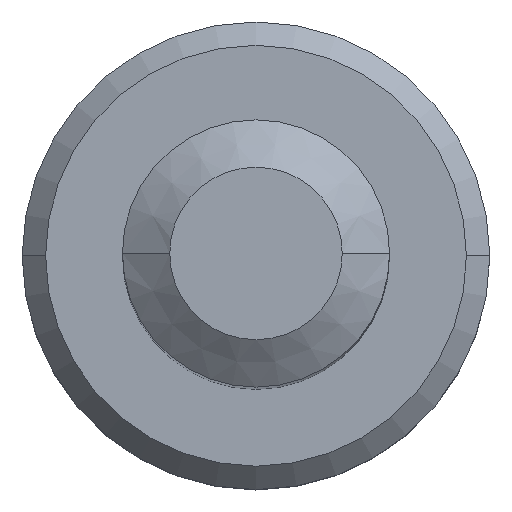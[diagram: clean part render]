
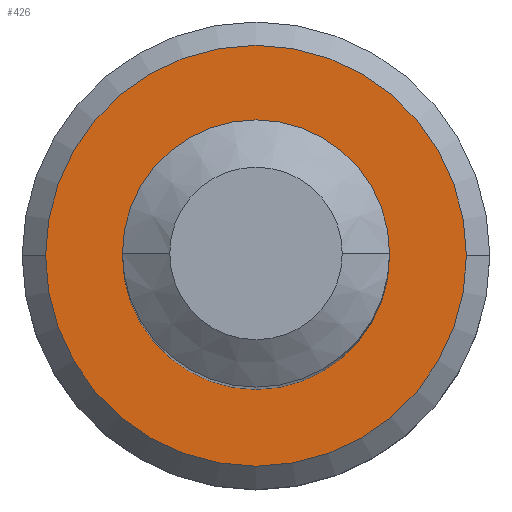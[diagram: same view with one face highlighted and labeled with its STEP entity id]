
A CAD part, top view. The second image highlights one B-rep face of the part: STEP entity #426.
In plain terms, the highlighted planar face has unit normal (0, 0, 1).
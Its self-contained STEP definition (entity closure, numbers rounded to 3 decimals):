
#12 = AXIS2_PLACEMENT_3D ( 'NONE', #724, #731, #709 ) ;
#48 = VERTEX_POINT ( 'NONE', #606 ) ;
#49 = ORIENTED_EDGE ( 'NONE', *, *, #223, .T. ) ;
#50 = AXIS2_PLACEMENT_3D ( 'NONE', #287, #264, #340 ) ;
#101 = EDGE_CURVE ( 'NONE', #48, #284, #528, .T. ) ;
#117 = AXIS2_PLACEMENT_3D ( 'NONE', #143, #343, #348 ) ;
#126 = CARTESIAN_POINT ( 'NONE',  ( 0., 0., -20. ) ) ;
#129 = ORIENTED_EDGE ( 'NONE', *, *, #181, .T. ) ;
#143 = CARTESIAN_POINT ( 'NONE',  ( 0., 0., -20. ) ) ;
#149 = EDGE_LOOP ( 'NONE', ( #49, #129 ) ) ;
#156 = EDGE_LOOP ( 'NONE', ( #637, #400 ) ) ;
#181 = EDGE_CURVE ( 'NONE', #276, #393, #621, .T. ) ;
#186 = DIRECTION ( 'NONE',  ( -1., 0., 0. ) ) ;
#223 = EDGE_CURVE ( 'NONE', #393, #276, #285, .T. ) ;
#244 = DIRECTION ( 'NONE',  ( -1., 0., 0. ) ) ;
#252 = PLANE ( 'NONE',  #391 ) ;
#256 = CARTESIAN_POINT ( 'NONE',  ( 3.15, 0., -20. ) ) ;
#262 = FACE_OUTER_BOUND ( 'NONE', #149, .T. ) ;
#264 = DIRECTION ( 'NONE',  ( 0., 0., 1. ) ) ;
#265 = DIRECTION ( 'NONE',  ( 0., 0., -1. ) ) ;
#276 = VERTEX_POINT ( 'NONE', #256 ) ;
#284 = VERTEX_POINT ( 'NONE', #424 ) ;
#285 = CIRCLE ( 'NONE', #723, 3.15 ) ;
#287 = CARTESIAN_POINT ( 'NONE',  ( 0., 0., -20. ) ) ;
#290 = CARTESIAN_POINT ( 'NONE',  ( 0., 0., -20. ) ) ;
#291 = EDGE_CURVE ( 'NONE', #284, #48, #327, .T. ) ;
#327 = CIRCLE ( 'NONE', #12, 2. ) ;
#340 = DIRECTION ( 'NONE',  ( -1., 0., 0. ) ) ;
#343 = DIRECTION ( 'NONE',  ( 0., 0., 1. ) ) ;
#348 = DIRECTION ( 'NONE',  ( -1., 0., 0. ) ) ;
#391 = AXIS2_PLACEMENT_3D ( 'NONE', #290, #265, #244 ) ;
#393 = VERTEX_POINT ( 'NONE', #450 ) ;
#400 = ORIENTED_EDGE ( 'NONE', *, *, #291, .F. ) ;
#424 = CARTESIAN_POINT ( 'NONE',  ( -2., 0., -20. ) ) ;
#426 = ADVANCED_FACE ( 'NONE', ( #262, #708 ), #252, .F. ) ;
#450 = CARTESIAN_POINT ( 'NONE',  ( -3.15, 0., -20. ) ) ;
#521 = DIRECTION ( 'NONE',  ( 0., 0., 1. ) ) ;
#528 = CIRCLE ( 'NONE', #50, 2. ) ;
#606 = CARTESIAN_POINT ( 'NONE',  ( 2., 0., -20. ) ) ;
#621 = CIRCLE ( 'NONE', #117, 3.15 ) ;
#637 = ORIENTED_EDGE ( 'NONE', *, *, #101, .F. ) ;
#708 = FACE_BOUND ( 'NONE', #156, .T. ) ;
#709 = DIRECTION ( 'NONE',  ( -1., 0., 0. ) ) ;
#723 = AXIS2_PLACEMENT_3D ( 'NONE', #126, #521, #186 ) ;
#724 = CARTESIAN_POINT ( 'NONE',  ( 0., 0., -20. ) ) ;
#731 = DIRECTION ( 'NONE',  ( 0., 0., 1. ) ) ;
